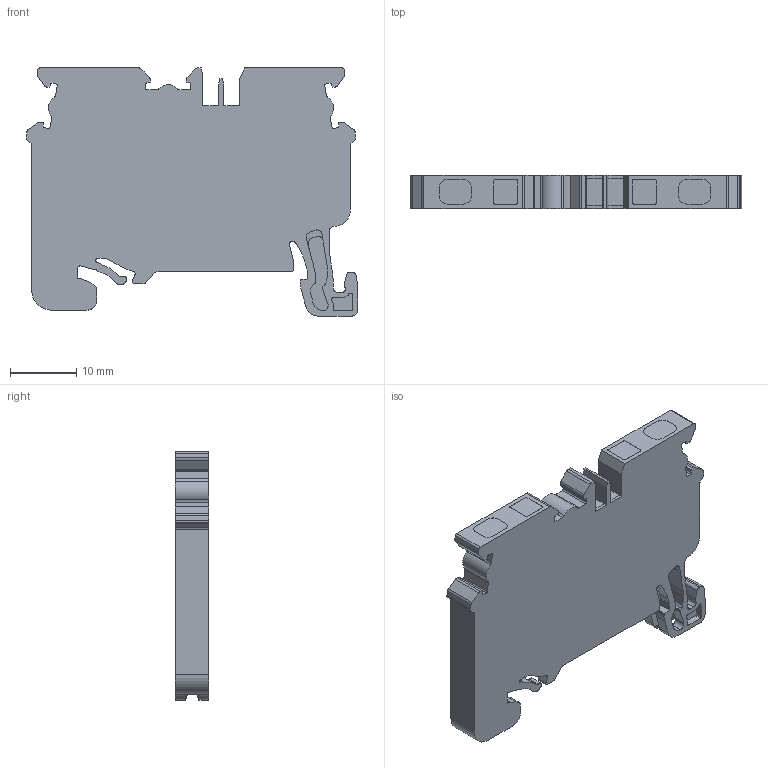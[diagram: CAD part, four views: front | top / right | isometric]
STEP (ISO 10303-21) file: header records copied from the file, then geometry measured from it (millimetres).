
FILE_DESCRIPTION (( 'STEP AP214' ), '1' );
FILE_NAME ('cx2.5BU.STEP', '2024-11-14T13:02:48', ( '' ), ( '' ), 'SwSTEP 2.0', 'SolidWorks 2022', '' );
FILE_SCHEMA (( 'AUTOMOTIVE_DESIGN' ));
Length unit declared in the file: millimetre
Products named in the file (1): cx2.5BU
Bounding box: 50 x 5 x 37.4 mm (x, y, z)
Volume: 6935 mm3; surface area: 4763.5 mm2
Topology: 1 solids, 9 shells, 478 faces, 1347 edges, 891 vertices
Faces by surface type: plane 260, cylinder 199, torus 10, cone 9
Entity records: 15595 total; most frequent: CARTESIAN_POINT 2789, DIRECTION 2705, ORIENTED_EDGE 2694, EDGE_CURVE 1347, AXIS2_PLACEMENT_3D 903, LINE 899, VECTOR 899, VERTEX_POINT 891
